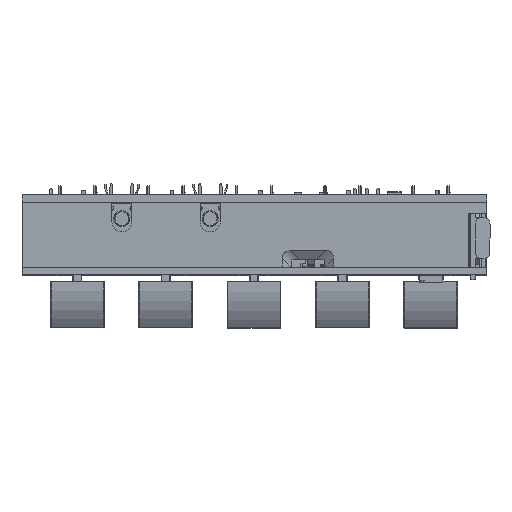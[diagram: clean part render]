
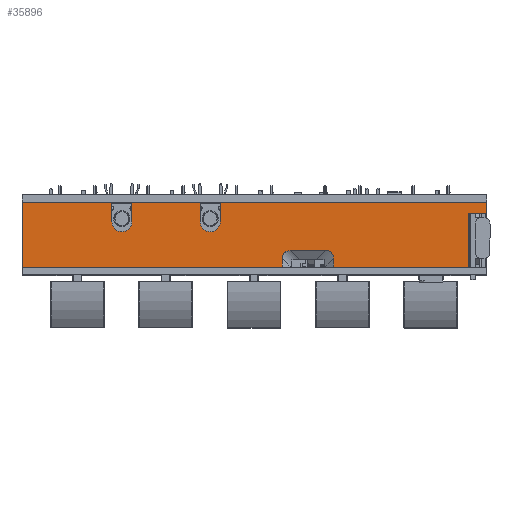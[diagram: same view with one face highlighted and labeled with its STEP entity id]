
A CAD part, top view. The second image highlights one B-rep face of the part: STEP entity #35896.
In plain terms, the highlighted face is planar.
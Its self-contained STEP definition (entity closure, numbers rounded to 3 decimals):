
#815=ELLIPSE('',#38509,6.763,3.);
#817=ELLIPSE('',#38513,6.763,3.);
#2747=CIRCLE('',#38520,2.15);
#2748=CIRCLE('',#38521,2.15);
#3683=FACE_OUTER_BOUND('',#5627,.T.);
#5627=EDGE_LOOP('',(#25174,#25175,#25176,#25177,#25178,#25179,#25180,#25181,
#25182,#25183,#25184,#25185,#25186,#25187,#25188,#25189,#25190,#25191,#25192,
#25193));
#7754=LINE('',#51708,#11903);
#7794=LINE('',#51797,#11943);
#7809=LINE('',#51824,#11958);
#7820=LINE('',#51845,#11969);
#7904=LINE('',#52013,#12053);
#8143=LINE('',#52529,#12292);
#8146=LINE('',#52543,#12295);
#8149=LINE('',#52548,#12298);
#8150=LINE('',#52551,#12299);
#8151=LINE('',#52553,#12300);
#8152=LINE('',#52555,#12301);
#8153=LINE('',#52556,#12302);
#8154=LINE('',#52558,#12303);
#8155=LINE('',#52561,#12304);
#8156=LINE('',#52563,#12305);
#8157=LINE('',#52566,#12306);
#11903=VECTOR('',#41513,10.);
#11943=VECTOR('',#41583,10.);
#11958=VECTOR('',#41598,10.);
#11969=VECTOR('',#41609,10.);
#12053=VECTOR('',#41729,10.);
#12292=VECTOR('',#42220,10.);
#12295=VECTOR('',#42235,10.);
#12298=VECTOR('',#42242,10.);
#12299=VECTOR('',#42245,10.);
#12300=VECTOR('',#42246,10.);
#12301=VECTOR('',#42247,10.);
#12302=VECTOR('',#42248,10.);
#12303=VECTOR('',#42249,10.);
#12304=VECTOR('',#42252,10.);
#12305=VECTOR('',#42253,10.);
#12306=VECTOR('',#42256,10.);
#16048=VERTEX_POINT('',#51705);
#16049=VERTEX_POINT('',#51707);
#16082=VERTEX_POINT('',#51794);
#16083=VERTEX_POINT('',#51796);
#16095=VERTEX_POINT('',#51823);
#16104=VERTEX_POINT('',#51842);
#16105=VERTEX_POINT('',#51844);
#16171=VERTEX_POINT('',#52011);
#16319=VERTEX_POINT('',#52519);
#16320=VERTEX_POINT('',#52521);
#16322=VERTEX_POINT('',#52527);
#16325=VERTEX_POINT('',#52534);
#16327=VERTEX_POINT('',#52541);
#16328=VERTEX_POINT('',#52550);
#16329=VERTEX_POINT('',#52552);
#16330=VERTEX_POINT('',#52554);
#16331=VERTEX_POINT('',#52557);
#16332=VERTEX_POINT('',#52559);
#16333=VERTEX_POINT('',#52562);
#16334=VERTEX_POINT('',#52564);
#19282=EDGE_CURVE('',#16049,#16048,#7754,.T.);
#19327=EDGE_CURVE('',#16083,#16082,#7794,.T.);
#19342=EDGE_CURVE('',#16095,#16049,#7809,.T.);
#19353=EDGE_CURVE('',#16105,#16104,#7820,.T.);
#19443=EDGE_CURVE('',#16048,#16171,#7904,.T.);
#19701=EDGE_CURVE('',#16319,#16320,#815,.T.);
#19705=EDGE_CURVE('',#16322,#16319,#8143,.T.);
#19708=EDGE_CURVE('',#16325,#16322,#817,.T.);
#19712=EDGE_CURVE('',#16327,#16325,#8146,.T.);
#19715=EDGE_CURVE('',#16320,#16171,#8149,.T.);
#19716=EDGE_CURVE('',#16327,#16328,#8150,.T.);
#19717=EDGE_CURVE('',#16328,#16329,#8151,.T.);
#19718=EDGE_CURVE('',#16329,#16330,#8152,.T.);
#19719=EDGE_CURVE('',#16083,#16330,#8153,.T.);
#19720=EDGE_CURVE('',#16082,#16331,#8154,.T.);
#19721=EDGE_CURVE('',#16331,#16332,#2747,.T.);
#19722=EDGE_CURVE('',#16332,#16105,#8155,.T.);
#19723=EDGE_CURVE('',#16104,#16333,#8156,.T.);
#19724=EDGE_CURVE('',#16333,#16334,#2748,.T.);
#19725=EDGE_CURVE('',#16334,#16095,#8157,.T.);
#25174=ORIENTED_EDGE('',*,*,#19712,.F.);
#25175=ORIENTED_EDGE('',*,*,#19716,.T.);
#25176=ORIENTED_EDGE('',*,*,#19717,.T.);
#25177=ORIENTED_EDGE('',*,*,#19718,.T.);
#25178=ORIENTED_EDGE('',*,*,#19719,.F.);
#25179=ORIENTED_EDGE('',*,*,#19327,.T.);
#25180=ORIENTED_EDGE('',*,*,#19720,.T.);
#25181=ORIENTED_EDGE('',*,*,#19721,.T.);
#25182=ORIENTED_EDGE('',*,*,#19722,.T.);
#25183=ORIENTED_EDGE('',*,*,#19353,.T.);
#25184=ORIENTED_EDGE('',*,*,#19723,.T.);
#25185=ORIENTED_EDGE('',*,*,#19724,.T.);
#25186=ORIENTED_EDGE('',*,*,#19725,.T.);
#25187=ORIENTED_EDGE('',*,*,#19342,.T.);
#25188=ORIENTED_EDGE('',*,*,#19282,.T.);
#25189=ORIENTED_EDGE('',*,*,#19443,.T.);
#25190=ORIENTED_EDGE('',*,*,#19715,.F.);
#25191=ORIENTED_EDGE('',*,*,#19701,.F.);
#25192=ORIENTED_EDGE('',*,*,#19705,.F.);
#25193=ORIENTED_EDGE('',*,*,#19708,.F.);
#34393=PLANE('',#38519);
#35896=ADVANCED_FACE('',(#3683),#34393,.T.);
#38509=AXIS2_PLACEMENT_3D('',#52522,#42213,#42214);
#38513=AXIS2_PLACEMENT_3D('',#52536,#42226,#42227);
#38519=AXIS2_PLACEMENT_3D('',#52549,#42243,#42244);
#38520=AXIS2_PLACEMENT_3D('',#52560,#42250,#42251);
#38521=AXIS2_PLACEMENT_3D('',#52565,#42254,#42255);
#41513=DIRECTION('',(0.,1.,0.));
#41583=DIRECTION('',(0.,0.,-1.));
#41598=DIRECTION('',(0.,0.,-1.));
#41609=DIRECTION('',(0.,0.,-1.));
#41729=DIRECTION('',(0.,0.,1.));
#42213=DIRECTION('center_axis',(1.,0.,0.));
#42214=DIRECTION('ref_axis',(0.,-0.707,-0.707));
#42220=DIRECTION('',(0.,0.,-1.));
#42226=DIRECTION('center_axis',(1.,0.,0.));
#42227=DIRECTION('ref_axis',(0.,-0.707,0.707));
#42235=DIRECTION('',(0.,-1.,0.));
#42242=DIRECTION('',(0.,1.,0.));
#42243=DIRECTION('center_axis',(1.,0.,0.));
#42244=DIRECTION('ref_axis',(0.,0.,-1.));
#42245=DIRECTION('',(0.,0.,1.));
#42246=DIRECTION('',(0.,-1.,0.));
#42247=DIRECTION('',(0.,0.,1.));
#42248=DIRECTION('',(0.,1.,0.));
#42249=DIRECTION('',(0.,1.,0.));
#42250=DIRECTION('center_axis',(-1.,0.,0.));
#42251=DIRECTION('ref_axis',(0.,0.,-1.));
#42252=DIRECTION('',(0.,-1.,0.));
#42253=DIRECTION('',(0.,1.,0.));
#42254=DIRECTION('center_axis',(-1.,0.,0.));
#42255=DIRECTION('ref_axis',(0.,0.,-1.));
#42256=DIRECTION('',(0.,-1.,0.));
#51705=CARTESIAN_POINT('',(81.4,14.,-97.5));
#51707=CARTESIAN_POINT('',(81.4,0.,-97.5));
#51708=CARTESIAN_POINT('',(81.4,0.,-97.5));
#51794=CARTESIAN_POINT('',(81.4,0.,-54.85));
#51796=CARTESIAN_POINT('',(81.4,0.,2.5));
#51797=CARTESIAN_POINT('',(81.4,0.,2.5));
#51823=CARTESIAN_POINT('',(81.4,0.,-78.15));
#51824=CARTESIAN_POINT('',(81.4,0.,2.5));
#51842=CARTESIAN_POINT('',(81.4,0.,-73.85));
#51844=CARTESIAN_POINT('',(81.4,0.,-59.15));
#51845=CARTESIAN_POINT('',(81.4,0.,2.5));
#52011=CARTESIAN_POINT('',(81.4,14.,-41.5));
#52013=CARTESIAN_POINT('',(81.4,14.,-22.5));
#52519=CARTESIAN_POINT('',(81.4,10.4,-39.78));
#52521=CARTESIAN_POINT('',(81.4,12.12,-41.5));
#52522=CARTESIAN_POINT('Origin',(81.4,15.631,-36.269));
#52527=CARTESIAN_POINT('',(81.4,10.4,-32.22));
#52529=CARTESIAN_POINT('',(81.4,10.4,-43.5));
#52534=CARTESIAN_POINT('',(81.4,12.12,-30.5));
#52536=CARTESIAN_POINT('Origin',(81.4,15.631,-35.731));
#52541=CARTESIAN_POINT('',(81.4,14.,-30.5));
#52543=CARTESIAN_POINT('',(81.4,6.7,-30.5));
#52548=CARTESIAN_POINT('',(81.4,7.5,-41.5));
#52549=CARTESIAN_POINT('Origin',(81.4,1.,-47.5));
#52550=CARTESIAN_POINT('',(81.4,14.,-1.5));
#52551=CARTESIAN_POINT('',(81.4,14.,-22.5));
#52552=CARTESIAN_POINT('',(81.4,2.5,-1.5));
#52553=CARTESIAN_POINT('',(81.4,4.625,-1.5));
#52554=CARTESIAN_POINT('',(81.4,2.5,2.5));
#52555=CARTESIAN_POINT('',(81.4,2.5,-22.5));
#52556=CARTESIAN_POINT('',(81.4,2.,2.5));
#52557=CARTESIAN_POINT('',(81.4,4.2,-54.85));
#52558=CARTESIAN_POINT('',(81.4,0.5,-54.85));
#52559=CARTESIAN_POINT('',(81.4,4.2,-59.15));
#52560=CARTESIAN_POINT('Origin',(81.4,4.2,-57.));
#52561=CARTESIAN_POINT('',(81.4,2.6,-59.15));
#52562=CARTESIAN_POINT('',(81.4,4.2,-73.85));
#52563=CARTESIAN_POINT('',(81.4,0.5,-73.85));
#52564=CARTESIAN_POINT('',(81.4,4.2,-78.15));
#52565=CARTESIAN_POINT('Origin',(81.4,4.2,-76.));
#52566=CARTESIAN_POINT('',(81.4,2.6,-78.15));
